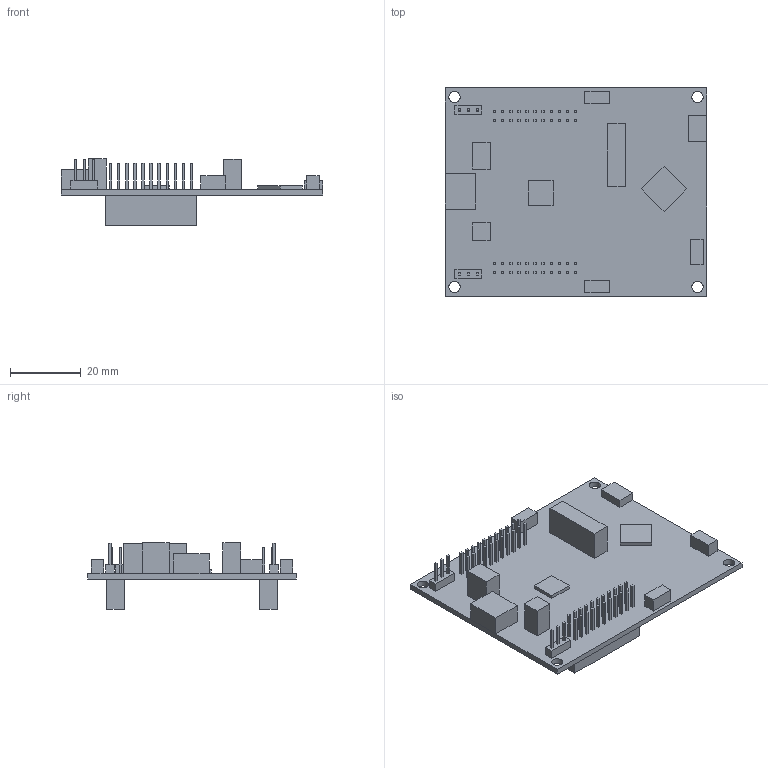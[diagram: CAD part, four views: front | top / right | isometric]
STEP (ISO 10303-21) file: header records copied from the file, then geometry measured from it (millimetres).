
FILE_DESCRIPTION(('FreeCAD Model'),'2;1');
FILE_NAME( 'FR2355_LP.step', '2020-01-08T08:16:26',('Author'),(''), 'Open CASCADE STEP processor 7.3','FreeCAD','Unknown');
FILE_SCHEMA(('AUTOMOTIVE_DESIGN { 1 0 10303 214 1 1 1 1 }'));
Length unit declared in the file: millimetre
Products named in the file (1): Body
Bounding box: 74 x 59 x 18.75 mm (x, y, z)
Volume: 11901.5 mm3; surface area: 12602.2 mm2
Topology: 1 solids, 1 shells, 330 faces, 794 edges, 528 vertices
Faces by surface type: plane 326, cylinder 4
Full cylindrical faces by diameter (mm): 3.2 x4
Entity records: 19753 total; most frequent: CARTESIAN_POINT 3241, DIRECTION 3052, LINE 2366, VECTOR 2366, ORIENTED_EDGE 1588, PCURVE 1588, DEFINITIONAL_REPRESENTATION 1588, EDGE_CURVE 794
